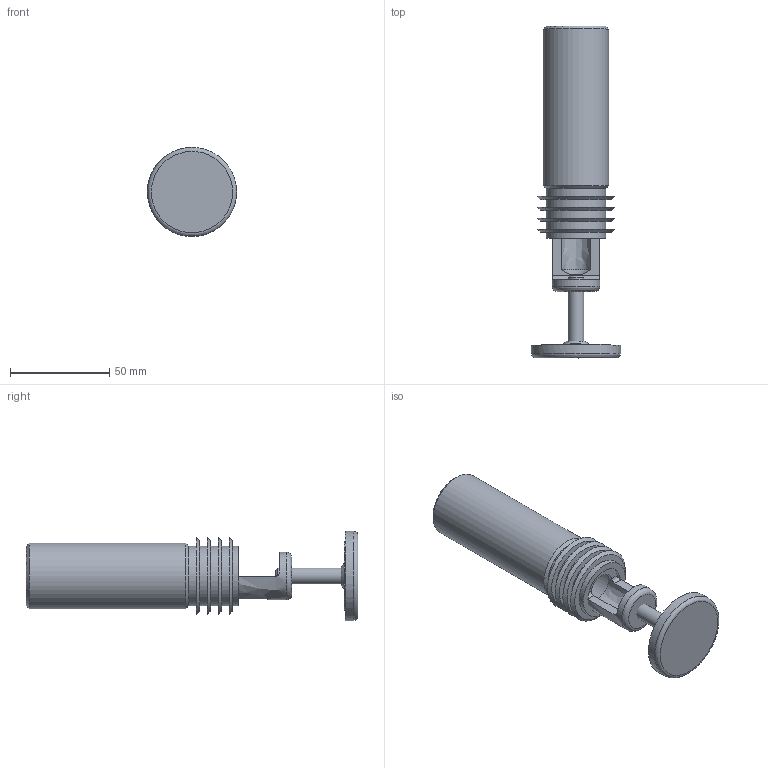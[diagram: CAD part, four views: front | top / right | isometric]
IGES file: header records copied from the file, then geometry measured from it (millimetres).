
Global section: file name: 119692; native system: Autodesk Inventor 2018; preprocessor: unknown; author: JANAN; date: 20200319.092721; units: millimetre
Bounding box: 45 x 167.5 x 44.98 mm (x, y, z)
Volume: 63155.2 mm3; surface area: 42218.8 mm2
Topology: 6 solids, 6 shells, 98 faces, 268 edges, 192 vertices
Faces by surface type: bspline 98
